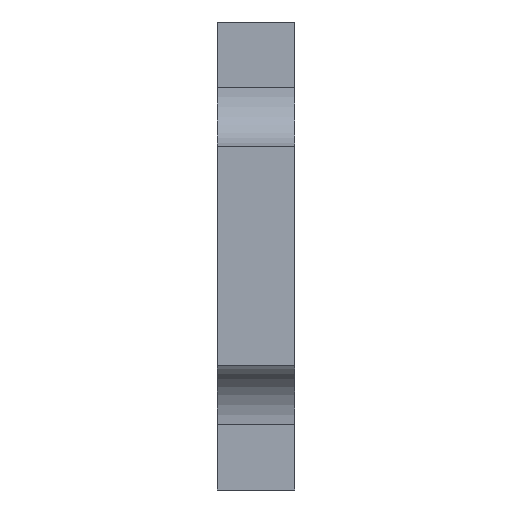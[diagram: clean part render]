
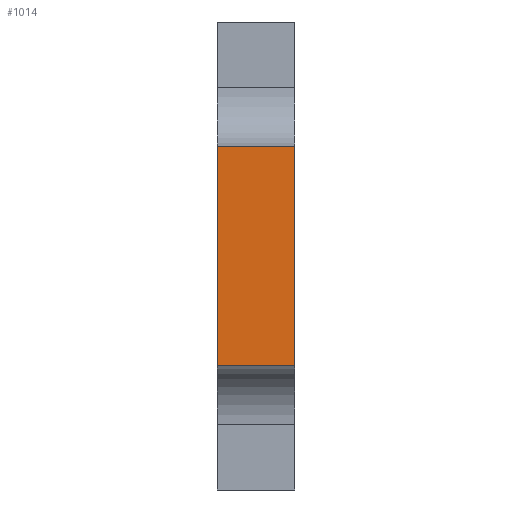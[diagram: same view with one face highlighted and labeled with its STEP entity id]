
A CAD part, left-side view. The second image highlights one B-rep face of the part: STEP entity #1014.
In plain terms, the highlighted planar face has unit normal (-1, 0, 0).
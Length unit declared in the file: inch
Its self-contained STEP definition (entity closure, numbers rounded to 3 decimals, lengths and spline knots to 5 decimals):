
#18 = VERTEX_POINT ( 'NONE', #1054 ) ;
#37 = VECTOR ( 'NONE', #1466, 39.37008 ) ;
#45 = DIRECTION ( 'NONE',  ( 0., 0., 1. ) ) ;
#99 = VERTEX_POINT ( 'NONE', #679 ) ;
#112 = ORIENTED_EDGE ( 'NONE', *, *, #1484, .F. ) ;
#162 = ORIENTED_EDGE ( 'NONE', *, *, #1326, .T. ) ;
#187 = LINE ( 'NONE', #1285, #575 ) ;
#314 = CARTESIAN_POINT ( 'NONE',  ( -0.855, 0., 0.58 ) ) ;
#318 = VECTOR ( 'NONE', #1645, 39.37008 ) ;
#334 = CARTESIAN_POINT ( 'NONE',  ( -0.855, 0.13, -0.08 ) ) ;
#514 = FACE_OUTER_BOUND ( 'NONE', #796, .T. ) ;
#575 = VECTOR ( 'NONE', #45, 39.37008 ) ;
#612 = DIRECTION ( 'NONE',  ( 0., 0., -1. ) ) ;
#631 = ORIENTED_EDGE ( 'NONE', *, *, #1025, .F. ) ;
#663 = AXIS2_PLACEMENT_3D ( 'NONE', #334, #1295, #612 ) ;
#679 = CARTESIAN_POINT ( 'NONE',  ( -0.855, 0.13, 0.21 ) ) ;
#690 = LINE ( 'NONE', #896, #1572 ) ;
#711 = LINE ( 'NONE', #1429, #37 ) ;
#780 = VERTEX_POINT ( 'NONE', #1503 ) ;
#796 = EDGE_LOOP ( 'NONE', ( #112, #1194, #162, #631 ) ) ;
#896 = CARTESIAN_POINT ( 'NONE',  ( -0.855, 0.13, 0.21 ) ) ;
#962 = CARTESIAN_POINT ( 'NONE',  ( -0.855, 0., -0.08 ) ) ;
#1014 = ADVANCED_FACE ( 'NONE', ( #514 ), #1021, .F. ) ;
#1021 = PLANE ( 'NONE',  #663 ) ;
#1025 = EDGE_CURVE ( 'NONE', #18, #1404, #711, .T. ) ;
#1054 = CARTESIAN_POINT ( 'NONE',  ( -0.855, 0.13, 0.58 ) ) ;
#1194 = ORIENTED_EDGE ( 'NONE', *, *, #1527, .T. ) ;
#1285 = CARTESIAN_POINT ( 'NONE',  ( -0.855, 0.13, -0.08 ) ) ;
#1295 = DIRECTION ( 'NONE',  ( 1., 0., 0. ) ) ;
#1309 = DIRECTION ( 'NONE',  ( 0., -1., 0. ) ) ;
#1326 = EDGE_CURVE ( 'NONE', #780, #1404, #1458, .T. ) ;
#1404 = VERTEX_POINT ( 'NONE', #314 ) ;
#1429 = CARTESIAN_POINT ( 'NONE',  ( -0.855, 0.13, 0.58 ) ) ;
#1458 = LINE ( 'NONE', #962, #318 ) ;
#1466 = DIRECTION ( 'NONE',  ( 0., -1., 0. ) ) ;
#1484 = EDGE_CURVE ( 'NONE', #99, #18, #187, .T. ) ;
#1503 = CARTESIAN_POINT ( 'NONE',  ( -0.855, 0., 0.21 ) ) ;
#1527 = EDGE_CURVE ( 'NONE', #99, #780, #690, .T. ) ;
#1572 = VECTOR ( 'NONE', #1309, 39.37008 ) ;
#1645 = DIRECTION ( 'NONE',  ( 0., 0., 1. ) ) ;
